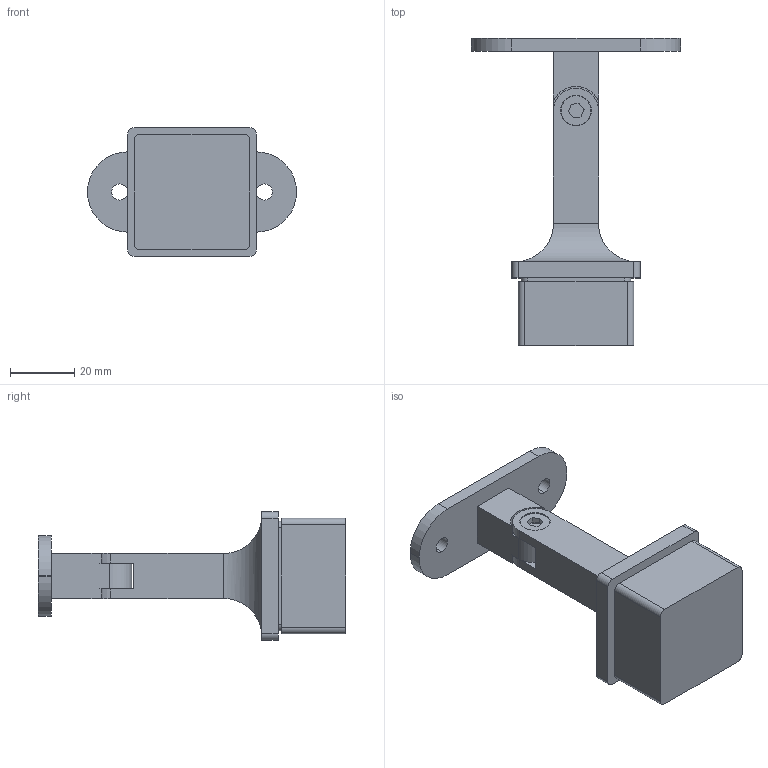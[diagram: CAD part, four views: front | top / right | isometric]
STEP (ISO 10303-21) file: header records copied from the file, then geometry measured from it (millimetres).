
FILE_DESCRIPTION (( 'STEP AP203' ), '1' );
FILE_NAME ('3D_GC2262_40x40xFlach_188706110.STEP', '2024-10-16T10:48:24', ( '' ), ( '' ), 'SwSTEP 2.0', 'SolidWorks 2024', '' );
FILE_SCHEMA (( 'CONFIG_CONTROL_DESIGN' ));
Length unit declared in the file: millimetre
Products named in the file (1): 3D_GC2262_40x40xFlach_188706110
Bounding box: 65 x 95.5 x 40 mm (x, y, z)
Volume: 55468.4 mm3; surface area: 15925.1 mm2
Topology: 2 solids, 2 shells, 128 faces, 340 edges, 220 vertices
Faces by surface type: plane 66, cylinder 52, cone 10
Entity records: 4057 total; most frequent: DIRECTION 704, CARTESIAN_POINT 697, ORIENTED_EDGE 672, EDGE_CURVE 336, AXIS2_PLACEMENT_3D 243, VERTEX_POINT 220, LINE 218, VECTOR 218
